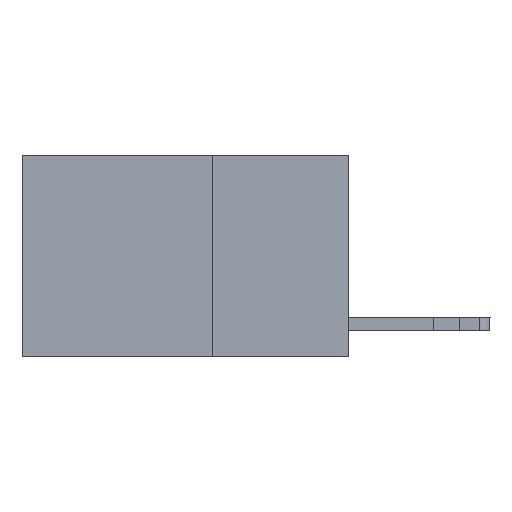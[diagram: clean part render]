
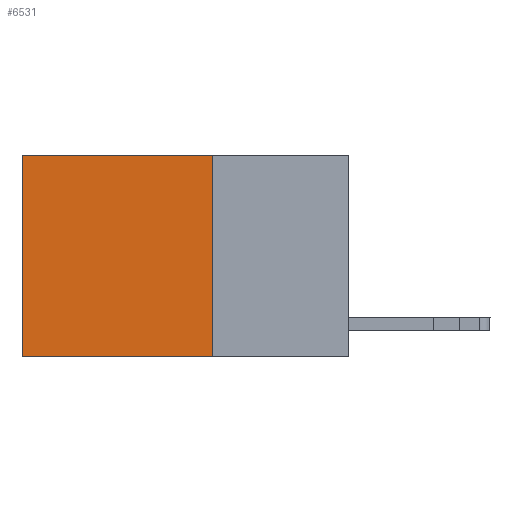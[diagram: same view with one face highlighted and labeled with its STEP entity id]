
A CAD part, left-side view. The second image highlights one B-rep face of the part: STEP entity #6531.
In plain terms, the highlighted planar face has unit normal (-1, 0, 0).
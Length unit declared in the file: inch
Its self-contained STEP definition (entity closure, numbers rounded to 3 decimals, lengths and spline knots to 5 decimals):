
#101 = ORIENTED_EDGE ( 'NONE', *, *, #9597, .T. ) ;
#263 = PLANE ( 'NONE',  #3394 ) ;
#542 = ORIENTED_EDGE ( 'NONE', *, *, #5842, .F. ) ;
#547 = CARTESIAN_POINT ( 'NONE',  ( 0.2625, 0.25, 0. ) ) ;
#700 = VECTOR ( 'NONE', #1073, 39.37008 ) ;
#847 = LINE ( 'NONE', #8835, #700 ) ;
#1073 = DIRECTION ( 'NONE',  ( 0., 1., 0. ) ) ;
#1273 = ORIENTED_EDGE ( 'NONE', *, *, #9395, .T. ) ;
#1610 = CARTESIAN_POINT ( 'NONE',  ( 0.2625, 0.6, -0.37 ) ) ;
#1629 = EDGE_LOOP ( 'NONE', ( #101, #542, #8244, #1273 ) ) ;
#2050 = CARTESIAN_POINT ( 'NONE',  ( 0.2625, 0.25, 0. ) ) ;
#2696 = CARTESIAN_POINT ( 'NONE',  ( 0.2625, 0.6, 0. ) ) ;
#3394 = AXIS2_PLACEMENT_3D ( 'NONE', #547, #12475, #4964 ) ;
#4111 = LINE ( 'NONE', #9272, #10082 ) ;
#4316 = DIRECTION ( 'NONE',  ( 0., 0., -1. ) ) ;
#4821 = VERTEX_POINT ( 'NONE', #1610 ) ;
#4901 = DIRECTION ( 'NONE',  ( 0., 0., -1. ) ) ;
#4964 = DIRECTION ( 'NONE',  ( 0., 0., -1. ) ) ;
#5842 = EDGE_CURVE ( 'NONE', #13868, #4821, #4111, .T. ) ;
#6031 = FACE_OUTER_BOUND ( 'NONE', #1629, .T. ) ;
#6531 = ADVANCED_FACE ( 'NONE', ( #6031 ), #263, .F. ) ;
#6541 = CARTESIAN_POINT ( 'NONE',  ( 0.2625, 0.25, 0. ) ) ;
#7697 = VERTEX_POINT ( 'NONE', #2050 ) ;
#8097 = LINE ( 'NONE', #2696, #12914 ) ;
#8244 = ORIENTED_EDGE ( 'NONE', *, *, #12576, .F. ) ;
#8457 = CARTESIAN_POINT ( 'NONE',  ( 0.2625, 0.25, -0.37 ) ) ;
#8520 = LINE ( 'NONE', #6541, #9941 ) ;
#8835 = CARTESIAN_POINT ( 'NONE',  ( 0.2625, 0.25, 0. ) ) ;
#9272 = CARTESIAN_POINT ( 'NONE',  ( 0.2625, 0.25, -0.37 ) ) ;
#9395 = EDGE_CURVE ( 'NONE', #7697, #10460, #847, .T. ) ;
#9597 = EDGE_CURVE ( 'NONE', #10460, #4821, #8097, .T. ) ;
#9941 = VECTOR ( 'NONE', #4316, 39.37008 ) ;
#10082 = VECTOR ( 'NONE', #10142, 39.37008 ) ;
#10142 = DIRECTION ( 'NONE',  ( 0., 1., 0. ) ) ;
#10460 = VERTEX_POINT ( 'NONE', #11980 ) ;
#11980 = CARTESIAN_POINT ( 'NONE',  ( 0.2625, 0.6, 0. ) ) ;
#12475 = DIRECTION ( 'NONE',  ( 1., 0., 0. ) ) ;
#12576 = EDGE_CURVE ( 'NONE', #7697, #13868, #8520, .T. ) ;
#12914 = VECTOR ( 'NONE', #4901, 39.37008 ) ;
#13868 = VERTEX_POINT ( 'NONE', #8457 ) ;
